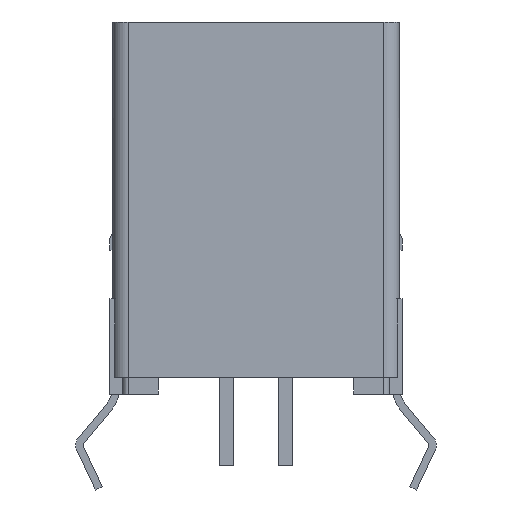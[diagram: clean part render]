
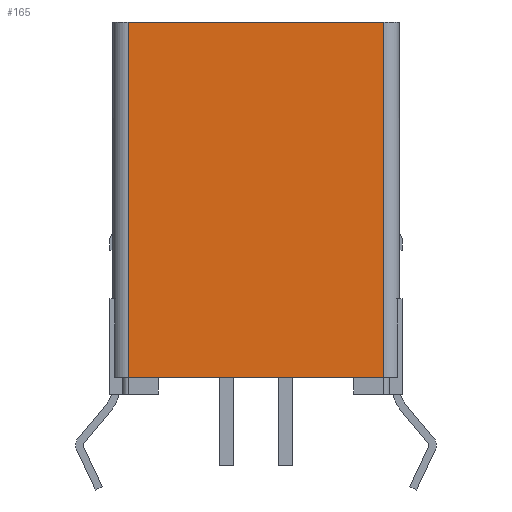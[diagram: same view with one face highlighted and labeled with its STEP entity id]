
A CAD part, front view. The second image highlights one B-rep face of the part: STEP entity #165.
In plain terms, the highlighted planar face has unit normal (0, -1, 0).
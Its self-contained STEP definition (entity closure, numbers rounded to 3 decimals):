
#165=ADVANCED_FACE('',(#725),#726,.T.);
#725=FACE_OUTER_BOUND('',#1669,.T.);
#726=PLANE('',#1670);
#1669=EDGE_LOOP('',(#3320,#3321,#3322,#3323));
#1670=AXIS2_PLACEMENT_3D('',#3324,#3325,#3326);
#3320=ORIENTED_EDGE('',*,*,#6657,.T.);
#3321=ORIENTED_EDGE('',*,*,#6836,.F.);
#3322=ORIENTED_EDGE('',*,*,#6837,.F.);
#3323=ORIENTED_EDGE('',*,*,#6838,.F.);
#3324=CARTESIAN_POINT('',(-6.013,-5.728,0.0));
#3325=DIRECTION('',(0.0,-1.0,0.0));
#3326=DIRECTION('',(0.0,0.0,-1.0));
#6657=EDGE_CURVE('',#8168,#8166,#8169,.T.);
#6836=EDGE_CURVE('',#8478,#8166,#8480,.T.);
#6837=EDGE_CURVE('',#8481,#8478,#8482,.T.);
#6838=EDGE_CURVE('',#8168,#8481,#8483,.T.);
#8166=VERTEX_POINT('',#10562);
#8168=VERTEX_POINT('',#10564);
#8169=LINE('',#10565,#10566);
#8478=VERTEX_POINT('',#11030);
#8480=LINE('',#11032,#11033);
#8481=VERTEX_POINT('',#11034);
#8482=LINE('',#11035,#11036);
#8483=LINE('',#11037,#11038);
#10562=CARTESIAN_POINT('',(-5.365,-5.728,0.318));
#10564=CARTESIAN_POINT('',(5.365,-5.728,0.318));
#10565=CARTESIAN_POINT('',(5.365,-5.728,0.318));
#10566=VECTOR('',#13567,10.73);
#11030=CARTESIAN_POINT('',(-5.365,-5.728,-14.59));
#11032=CARTESIAN_POINT('',(-5.365,-5.728,-14.59));
#11033=VECTOR('',#13792,14.908);
#11034=CARTESIAN_POINT('',(5.365,-5.728,-14.59));
#11035=CARTESIAN_POINT('',(5.365,-5.728,-14.59));
#11036=VECTOR('',#13793,10.73);
#11037=CARTESIAN_POINT('',(5.365,-5.728,0.318));
#11038=VECTOR('',#13794,14.908);
#13567=DIRECTION('',(-1.0,0.0,0.0));
#13792=DIRECTION('',(0.0,0.0,1.0));
#13793=DIRECTION('',(-1.0,0.0,0.0));
#13794=DIRECTION('',(0.0,0.0,-1.0));
